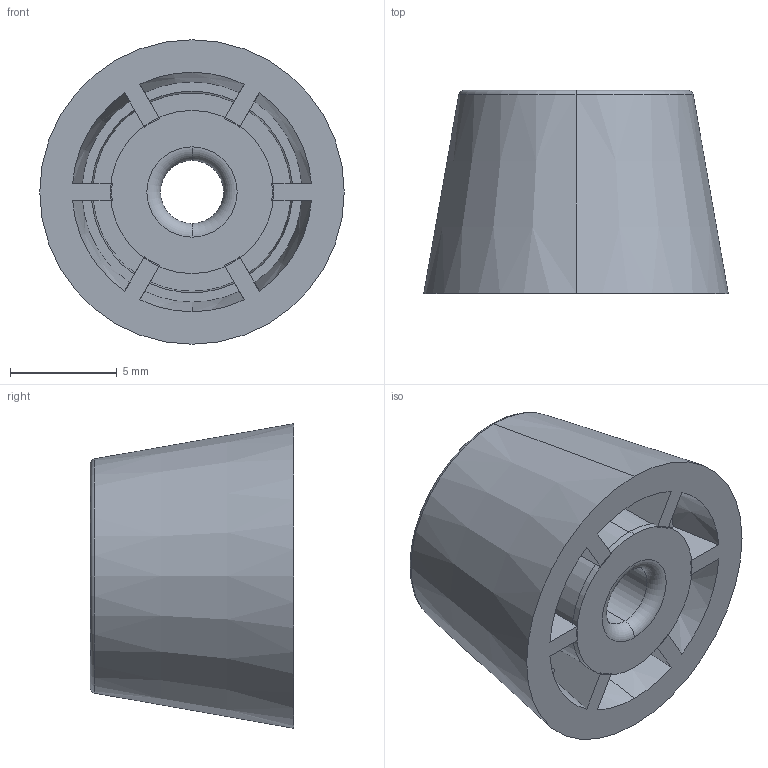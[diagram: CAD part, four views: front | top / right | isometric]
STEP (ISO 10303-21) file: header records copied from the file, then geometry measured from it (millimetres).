
FILE_DESCRIPTION (( 'STEP AP214' ), '1' );
FILE_NAME ('727.STEP', '2007-12-31T14:57:46', ( 'Richard Maletta' ), ( '' ), 'SwSTEP 2.0', 'SolidWorks 2008', '' );
FILE_SCHEMA (( 'AUTOMOTIVE_DESIGN' ));
Length unit declared in the file: millimetre
Products named in the file (1): 727
Bounding box: 14.27 x 9.53 x 14.27 mm (x, y, z)
Volume: 874.5 mm3; surface area: 1297.9 mm2
Topology: 2 solids, 2 shells, 73 faces, 189 edges, 124 vertices
Faces by surface type: plane 26, cone 23, cylinder 18, torus 6
Entity records: 3178 total; most frequent: CARTESIAN_POINT 531, DIRECTION 389, ORIENTED_EDGE 378, EDGE_CURVE 189, AXIS2_PLACEMENT_3D 162, VERTEX_POINT 124, CIRCLE 88, EDGE_LOOP 81
